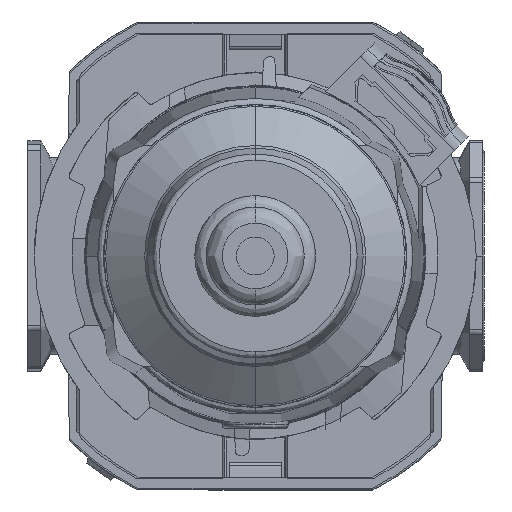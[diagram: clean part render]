
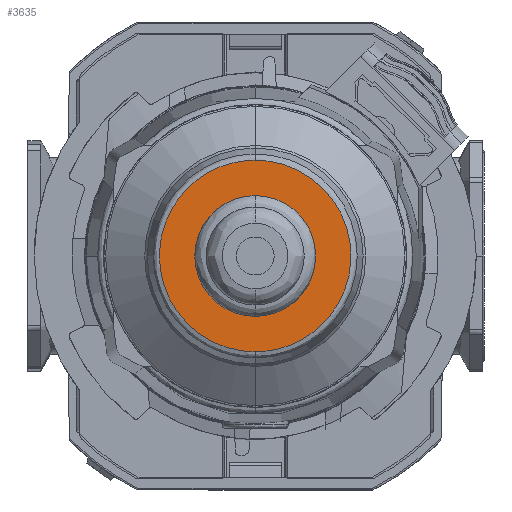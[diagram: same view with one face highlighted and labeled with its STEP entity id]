
A CAD part, front view. The second image highlights one B-rep face of the part: STEP entity #3635.
In plain terms, the highlighted planar face has unit normal (0, -1, 0).
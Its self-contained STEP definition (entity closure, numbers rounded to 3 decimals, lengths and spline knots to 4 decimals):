
#86 = CARTESIAN_POINT ( 'NONE',  ( 0., -4.3504, -0.58 ) ) ;
#1677 = DIRECTION ( 'NONE',  ( 0., 0., 1. ) ) ;
#2298 =( BOUNDED_CURVE ( )  B_SPLINE_CURVE ( 3, ( #86, #19417, #27921, #24516 ),
 .UNSPECIFIED., .F., .T. ) 
 B_SPLINE_CURVE_WITH_KNOTS ( ( 4, 4 ),
 ( 0., 0.5 ),
 .UNSPECIFIED. ) 
 CURVE ( )  GEOMETRIC_REPRESENTATION_ITEM ( )  RATIONAL_B_SPLINE_CURVE ( ( 1., 0.333, 0.333, 1. ) ) 
 REPRESENTATION_ITEM ( '' )  );
#2424 = AXIS2_PLACEMENT_3D ( 'NONE', #19219, #2624, #13415 ) ;
#2457 = VERTEX_POINT ( 'NONE', #19972 ) ;
#2530 = CARTESIAN_POINT ( 'NONE',  ( 0., -4.3504, 0.3164 ) ) ;
#2624 = DIRECTION ( 'NONE',  ( 0., -1., 0. ) ) ;
#3635 = ADVANCED_FACE ( 'NONE', ( #31183, #8821 ), #11942, .F. ) ;
#7202 = CIRCLE ( 'NONE', #13084, 0.3164 ) ;
#7743 = EDGE_LOOP ( 'NONE', ( #18686, #35714 ) ) ;
#8598 = EDGE_LOOP ( 'NONE', ( #32242, #30842 ) ) ;
#8821 = FACE_BOUND ( 'NONE', #8598, .T. ) ;
#10924 = CARTESIAN_POINT ( 'NONE',  ( 0., -4.3504, -0.58 ) ) ;
#11336 = CARTESIAN_POINT ( 'NONE',  ( 0., -4.3504, 0.58 ) ) ;
#11942 = PLANE ( 'NONE',  #20854 ) ;
#13084 = AXIS2_PLACEMENT_3D ( 'NONE', #34411, #31703, #1677 ) ;
#13415 = DIRECTION ( 'NONE',  ( 0., 0., 1. ) ) ;
#14070 = CARTESIAN_POINT ( 'NONE',  ( 0., -4.3504, -0.58 ) ) ;
#15686 = EDGE_CURVE ( 'NONE', #33434, #35368, #30317, .T. ) ;
#18686 = ORIENTED_EDGE ( 'NONE', *, *, #19688, .F. ) ;
#19219 = CARTESIAN_POINT ( 'NONE',  ( 0., -4.3504, 0. ) ) ;
#19417 = CARTESIAN_POINT ( 'NONE',  ( -1.1601, -4.3504, -0.58 ) ) ;
#19688 = EDGE_CURVE ( 'NONE', #34882, #2457, #2298, .T. ) ;
#19762 = DIRECTION ( 'NONE',  ( 0., 0., 1. ) ) ;
#19972 = CARTESIAN_POINT ( 'NONE',  ( 0., -4.3504, 0.58 ) ) ;
#20129 = DIRECTION ( 'NONE',  ( 0., 1., 0. ) ) ;
#20252 = CARTESIAN_POINT ( 'NONE',  ( 1.1601, -4.3504, 0.58 ) ) ;
#20854 = AXIS2_PLACEMENT_3D ( 'NONE', #23029, #20129, #19762 ) ;
#22974 = CARTESIAN_POINT ( 'NONE',  ( 1.1601, -4.3504, -0.58 ) ) ;
#23029 = CARTESIAN_POINT ( 'NONE',  ( 0.58, -4.3504, 0. ) ) ;
#24516 = CARTESIAN_POINT ( 'NONE',  ( 0., -4.3504, 0.58 ) ) ;
#27141 = EDGE_CURVE ( 'NONE', #2457, #34882, #29067, .T. ) ;
#27921 = CARTESIAN_POINT ( 'NONE',  ( -1.1601, -4.3504, 0.58 ) ) ;
#29067 =( BOUNDED_CURVE ( )  B_SPLINE_CURVE ( 3, ( #11336, #20252, #22974, #14070 ),
 .UNSPECIFIED., .F., .T. ) 
 B_SPLINE_CURVE_WITH_KNOTS ( ( 4, 4 ),
 ( 0.5, 1. ),
 .UNSPECIFIED. ) 
 CURVE ( )  GEOMETRIC_REPRESENTATION_ITEM ( )  RATIONAL_B_SPLINE_CURVE ( ( 1., 0.333, 0.333, 1. ) ) 
 REPRESENTATION_ITEM ( '' )  );
#29964 = EDGE_CURVE ( 'NONE', #35368, #33434, #7202, .T. ) ;
#30317 = CIRCLE ( 'NONE', #2424, 0.3164 ) ;
#30842 = ORIENTED_EDGE ( 'NONE', *, *, #29964, .F. ) ;
#31183 = FACE_OUTER_BOUND ( 'NONE', #7743, .T. ) ;
#31703 = DIRECTION ( 'NONE',  ( 0., -1., 0. ) ) ;
#32242 = ORIENTED_EDGE ( 'NONE', *, *, #15686, .F. ) ;
#33434 = VERTEX_POINT ( 'NONE', #2530 ) ;
#34258 = CARTESIAN_POINT ( 'NONE',  ( 0., -4.3504, -0.3164 ) ) ;
#34411 = CARTESIAN_POINT ( 'NONE',  ( 0., -4.3504, 0. ) ) ;
#34882 = VERTEX_POINT ( 'NONE', #10924 ) ;
#35368 = VERTEX_POINT ( 'NONE', #34258 ) ;
#35714 = ORIENTED_EDGE ( 'NONE', *, *, #27141, .F. ) ;
